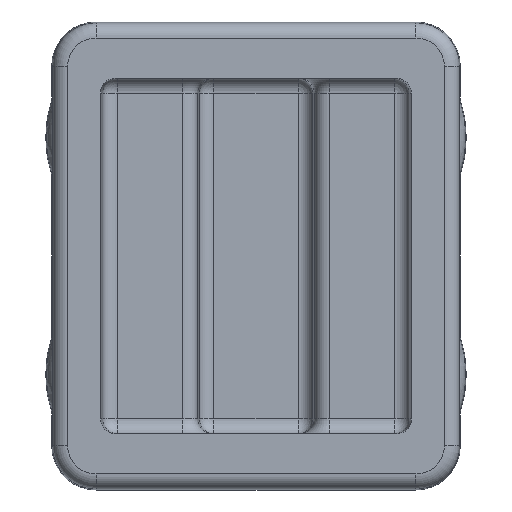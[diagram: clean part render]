
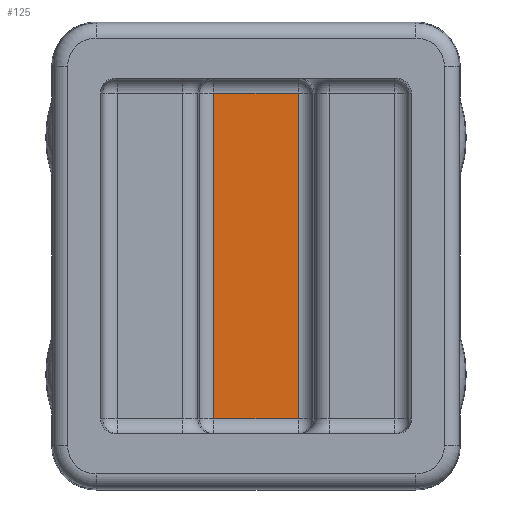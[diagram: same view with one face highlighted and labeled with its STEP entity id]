
A CAD part, front view. The second image highlights one B-rep face of the part: STEP entity #125.
In plain terms, the highlighted planar face has unit normal (0, -1, 0).
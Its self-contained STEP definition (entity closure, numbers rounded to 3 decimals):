
#125 = ADVANCED_FACE ( 'NONE', ( #2380 ), #2827, .F. ) ;
#224 = CARTESIAN_POINT ( 'NONE',  ( -1.421, 1., -5.5 ) ) ;
#307 = VECTOR ( 'NONE', #1161, 1000. ) ;
#374 = VECTOR ( 'NONE', #2034, 1000. ) ;
#449 = VERTEX_POINT ( 'NONE', #1203 ) ;
#469 = LINE ( 'NONE', #224, #1959 ) ;
#759 = ORIENTED_EDGE ( 'NONE', *, *, #1729, .T. ) ;
#876 = VERTEX_POINT ( 'NONE', #1736 ) ;
#914 = LINE ( 'NONE', #2229, #374 ) ;
#963 = AXIS2_PLACEMENT_3D ( 'NONE', #2479, #2665, #2653 ) ;
#1053 = VECTOR ( 'NONE', #1658, 1000. ) ;
#1113 = EDGE_CURVE ( 'NONE', #876, #449, #469, .T. ) ;
#1161 = DIRECTION ( 'NONE',  ( 1., 0., 0. ) ) ;
#1203 = CARTESIAN_POINT ( 'NONE',  ( -1.421, 1., -5.5 ) ) ;
#1230 = LINE ( 'NONE', #2798, #1053 ) ;
#1231 = VERTEX_POINT ( 'NONE', #2258 ) ;
#1248 = EDGE_CURVE ( 'NONE', #449, #1231, #2383, .T. ) ;
#1299 = ORIENTED_EDGE ( 'NONE', *, *, #1113, .T. ) ;
#1447 = EDGE_LOOP ( 'NONE', ( #1299, #1605, #1711, #759 ) ) ;
#1605 = ORIENTED_EDGE ( 'NONE', *, *, #1248, .T. ) ;
#1658 = DIRECTION ( 'NONE',  ( -1., 0., 0. ) ) ;
#1688 = CARTESIAN_POINT ( 'NONE',  ( -1.895, 1., -5.5 ) ) ;
#1698 = EDGE_CURVE ( 'NONE', #1231, #1856, #914, .T. ) ;
#1711 = ORIENTED_EDGE ( 'NONE', *, *, #1698, .T. ) ;
#1729 = EDGE_CURVE ( 'NONE', #1856, #876, #1230, .T. ) ;
#1736 = CARTESIAN_POINT ( 'NONE',  ( -1.421, 1., 5.5 ) ) ;
#1856 = VERTEX_POINT ( 'NONE', #2784 ) ;
#1959 = VECTOR ( 'NONE', #2004, 1000. ) ;
#2004 = DIRECTION ( 'NONE',  ( 0., 0., -1. ) ) ;
#2034 = DIRECTION ( 'NONE',  ( 0., 0., 1. ) ) ;
#2229 = CARTESIAN_POINT ( 'NONE',  ( 1.421, 1., 5.5 ) ) ;
#2258 = CARTESIAN_POINT ( 'NONE',  ( 1.421, 1., -5.5 ) ) ;
#2380 = FACE_OUTER_BOUND ( 'NONE', #1447, .T. ) ;
#2383 = LINE ( 'NONE', #1688, #307 ) ;
#2479 = CARTESIAN_POINT ( 'NONE',  ( -1.895, 1., -6. ) ) ;
#2653 = DIRECTION ( 'NONE',  ( -1., 0., 0. ) ) ;
#2665 = DIRECTION ( 'NONE',  ( 0., 1., 0. ) ) ;
#2784 = CARTESIAN_POINT ( 'NONE',  ( 1.421, 1., 5.5 ) ) ;
#2798 = CARTESIAN_POINT ( 'NONE',  ( -1.394, 1., 5.5 ) ) ;
#2827 = PLANE ( 'NONE',  #963 ) ;
